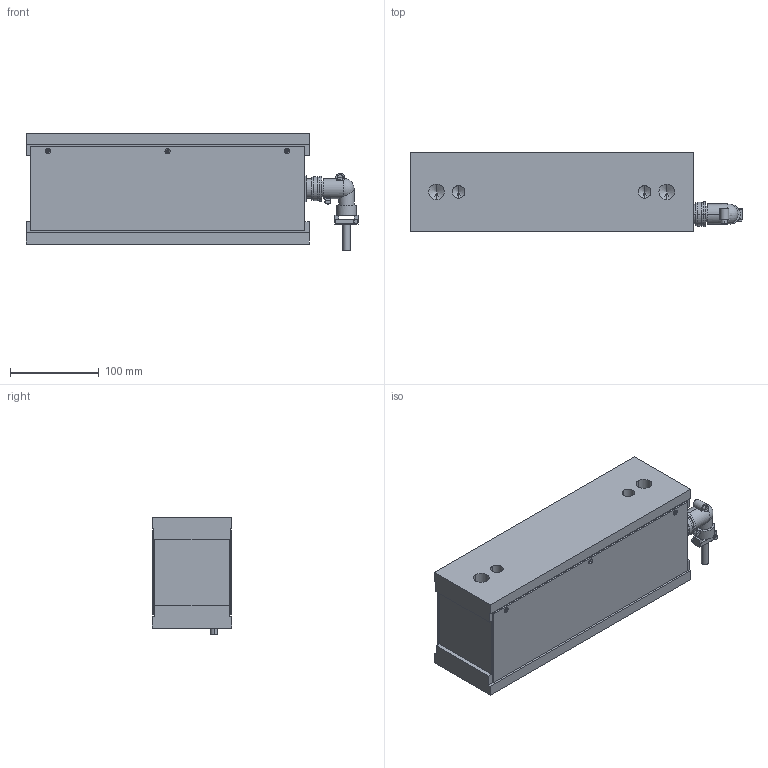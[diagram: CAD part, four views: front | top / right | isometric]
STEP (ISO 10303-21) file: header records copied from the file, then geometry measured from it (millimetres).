
FILE_DESCRIPTION((''),'2;1');
FILE_NAME('49462.stp','2007-09-21T09:59:49',(''),(''),'Mechanical Desktop 2007','Mechanical Desktop 2007',', , ');
FILE_SCHEMA(('CONFIG_CONTROL_DESIGN'));
Length unit declared in the file: millimetre
Products named in the file (8): U49462; U4945804; TEIL1AA; FLANSCHDOSE_WINKEL_AMPH_4-POLIG; TEIL1A; U47767; TEIL1; RM_SDB
Assembly tree (10 placements, depth 3):
  U49462
    U4945804
      TEIL1AA
    FLANSCHDOSE_WINKEL_AMPH_4-POLIG
      TEIL1A
    U47767  x2
      TEIL1
    RM_SDB  x3
Bounding box: 375 x 90 x 132.5 mm (x, y, z)
Volume: 3454352.1 mm3; surface area: 306771.8 mm2
Topology: 4 solids, 4 shells, 230 faces, 570 edges, 340 vertices
Faces by surface type: cylinder 102, plane 81, cone 46, sphere 1
Entity records: 6288 total; most frequent: CARTESIAN_POINT 1204, DIRECTION 1085, ORIENTED_EDGE 956, EDGE_CURVE 478, AXIS2_PLACEMENT_3D 405, VERTEX_POINT 306, VECTOR 275, LINE 275
